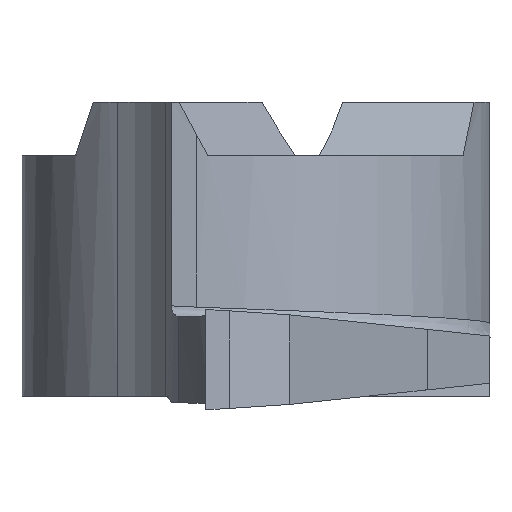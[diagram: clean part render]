
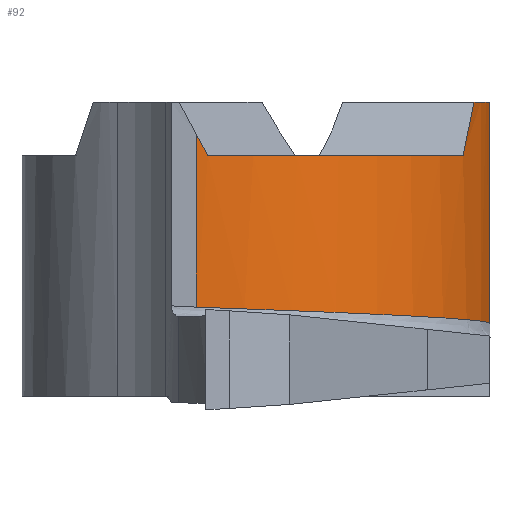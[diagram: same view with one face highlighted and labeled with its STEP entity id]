
A CAD part, left-side view. The second image highlights one B-rep face of the part: STEP entity #92.
In plain terms, the highlighted cylindrical face has radius 4.451 mm (diameter 8.902 mm), a partial arc.
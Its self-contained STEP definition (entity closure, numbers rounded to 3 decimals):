
#70=B_SPLINE_CURVE_WITH_KNOTS('',3,(#1136,#1137,#1138,#1139,#1140,#1141),
 .UNSPECIFIED.,.F.,.F.,(4,2,4),(0.,0.5,1.),.UNSPECIFIED.);
#80=CYLINDRICAL_SURFACE('',#832,4.451);
#92=ADVANCED_FACE('',(#135),#80,.T.);
#135=FACE_OUTER_BOUND('',#176,.T.);
#176=EDGE_LOOP('',(#332,#333,#334,#335,#336,#337,#338));
#219=LINE('',#1134,#273);
#220=LINE('',#1143,#274);
#273=VECTOR('',#913,1.);
#274=VECTOR('',#914,1.);
#332=ORIENTED_EDGE('',*,*,#631,.T.);
#333=ORIENTED_EDGE('',*,*,#632,.T.);
#334=ORIENTED_EDGE('',*,*,#633,.T.);
#335=ORIENTED_EDGE('',*,*,#634,.F.);
#336=ORIENTED_EDGE('',*,*,#635,.T.);
#337=ORIENTED_EDGE('',*,*,#636,.T.);
#338=ORIENTED_EDGE('',*,*,#637,.F.);
#556=VERTEX_POINT('',#1132);
#557=VERTEX_POINT('',#1133);
#558=VERTEX_POINT('',#1135);
#559=VERTEX_POINT('',#1142);
#560=VERTEX_POINT('',#1144);
#561=VERTEX_POINT('',#1146);
#562=VERTEX_POINT('',#1151);
#631=EDGE_CURVE('',#556,#557,#774,.T.);
#632=EDGE_CURVE('',#557,#558,#219,.T.);
#633=EDGE_CURVE('',#558,#559,#70,.T.);
#634=EDGE_CURVE('',#560,#559,#220,.T.);
#635=EDGE_CURVE('',#560,#561,#739,.T.);
#636=EDGE_CURVE('',#561,#562,#775,.T.);
#637=EDGE_CURVE('',#556,#562,#740,.T.);
#739=CIRCLE('',#830,4.451);
#740=CIRCLE('',#831,4.451);
#774=(
BOUNDED_CURVE()
B_SPLINE_CURVE(3,(#1128,#1129,#1130,#1131),.UNSPECIFIED.,.F.,.F.)
B_SPLINE_CURVE_WITH_KNOTS((4,4),(0.,1.),.UNSPECIFIED.)
CURVE()
GEOMETRIC_REPRESENTATION_ITEM()
RATIONAL_B_SPLINE_CURVE((1.,1.,1.,1.))
REPRESENTATION_ITEM('')
);
#775=(
BOUNDED_CURVE()
B_SPLINE_CURVE(3,(#1147,#1148,#1149,#1150),.UNSPECIFIED.,.F.,.F.)
B_SPLINE_CURVE_WITH_KNOTS((4,4),(0.,1.),.UNSPECIFIED.)
CURVE()
GEOMETRIC_REPRESENTATION_ITEM()
RATIONAL_B_SPLINE_CURVE((1.,0.999,0.999,1.))
REPRESENTATION_ITEM('')
);
#830=AXIS2_PLACEMENT_3D('',#1145,#915,#916);
#831=AXIS2_PLACEMENT_3D('',#1152,#917,#918);
#832=AXIS2_PLACEMENT_3D('',#1153,#919,#920);
#913=DIRECTION('',(0.,0.,-1.));
#914=DIRECTION('',(0.,0.,-1.));
#915=DIRECTION('',(0.,0.,-1.));
#916=DIRECTION('',(1.,0.,0.));
#917=DIRECTION('',(0.,0.,1.));
#918=DIRECTION('',(-1.,0.,0.));
#919=DIRECTION('',(0.,0.,-1.));
#920=DIRECTION('',(-1.,0.,0.));
#1128=CARTESIAN_POINT('',(-3.699,0.719,0.));
#1129=CARTESIAN_POINT('',(-3.701,0.777,0.105));
#1130=CARTESIAN_POINT('',(-3.702,0.835,0.21));
#1131=CARTESIAN_POINT('',(-3.702,0.892,0.317));
#1132=CARTESIAN_POINT('',(-3.699,0.719,0.));
#1133=CARTESIAN_POINT('',(-3.702,0.892,0.317));
#1134=CARTESIAN_POINT('',(-3.702,0.892,0.1));
#1135=CARTESIAN_POINT('',(-3.702,0.892,-2.265));
#1136=CARTESIAN_POINT('',(-3.702,0.892,-2.265));
#1137=CARTESIAN_POINT('',(-3.702,-0.152,-2.303));
#1138=CARTESIAN_POINT('',(-3.32,-1.192,-2.342));
#1139=CARTESIAN_POINT('',(-1.968,-2.785,-2.419));
#1140=CARTESIAN_POINT('',(-1.004,-3.331,-2.457));
#1141=CARTESIAN_POINT('',(0.027,-3.5,-2.496));
#1142=CARTESIAN_POINT('',(0.027,-3.5,-2.496));
#1143=CARTESIAN_POINT('',(0.027,-3.5,-0.315));
#1144=CARTESIAN_POINT('',(0.027,-3.5,0.8));
#1145=CARTESIAN_POINT('',(0.749,0.892,0.8));
#1146=CARTESIAN_POINT('',(-0.853,-3.26,0.8));
#1147=CARTESIAN_POINT('',(-0.853,-3.26,0.8));
#1148=CARTESIAN_POINT('',(-0.98,-3.212,0.528));
#1149=CARTESIAN_POINT('',(-1.105,-3.157,0.261));
#1150=CARTESIAN_POINT('',(-1.226,-3.097,0.));
#1151=CARTESIAN_POINT('',(-1.226,-3.097,0.));
#1152=CARTESIAN_POINT('',(0.749,0.892,0.));
#1153=CARTESIAN_POINT('',(0.749,0.892,0.1));
